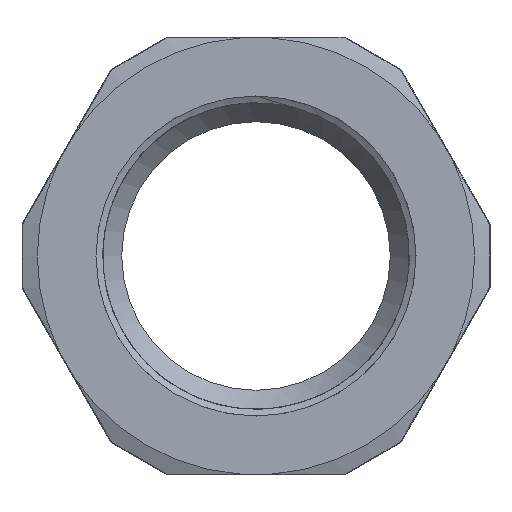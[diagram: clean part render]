
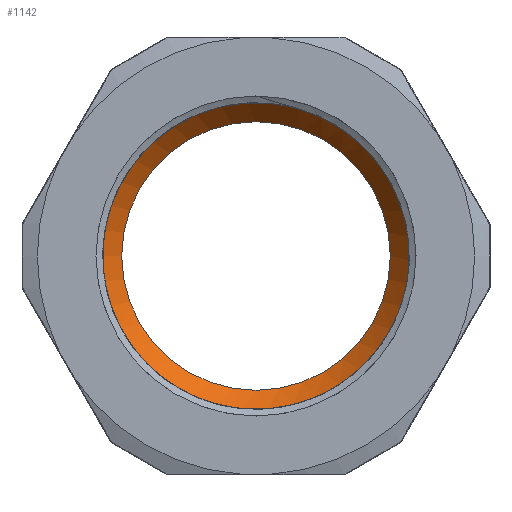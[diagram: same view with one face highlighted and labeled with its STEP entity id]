
A CAD part, left-side view. The second image highlights one B-rep face of the part: STEP entity #1142.
In plain terms, the highlighted conical face has half-angle 37.51 degrees and reference radius 16.44 mm.
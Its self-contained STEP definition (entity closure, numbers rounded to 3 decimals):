
#21=CONICAL_SURFACE('',#1275,16.44,37.51);
#241=FACE_BOUND('',#402,.T.);
#318=FACE_OUTER_BOUND('',#401,.T.);
#401=EDGE_LOOP('',(#1054,#1055));
#402=EDGE_LOOP('',(#1056));
#466=CIRCLE('',#1256,17.53);
#467=CIRCLE('',#1263,17.53);
#472=CIRCLE('',#1274,15.35);
#554=VERTEX_POINT('',#3019);
#556=VERTEX_POINT('',#3358);
#572=VERTEX_POINT('',#6753);
#711=EDGE_CURVE('',#556,#554,#466,.T.);
#732=EDGE_CURVE('',#554,#556,#467,.T.);
#737=EDGE_CURVE('',#572,#572,#472,.T.);
#1054=ORIENTED_EDGE('',*,*,#732,.F.);
#1055=ORIENTED_EDGE('',*,*,#711,.F.);
#1056=ORIENTED_EDGE('',*,*,#737,.T.);
#1142=ADVANCED_FACE('',(#318,#241),#21,.F.);
#1256=AXIS2_PLACEMENT_3D('',#3516,#1524,#1525);
#1263=AXIS2_PLACEMENT_3D('',#6740,#1544,#1545);
#1274=AXIS2_PLACEMENT_3D('',#6754,#1566,#1567);
#1275=AXIS2_PLACEMENT_3D('',#6755,#1568,#1569);
#1524=DIRECTION('center_axis',(1.,0.,0.));
#1525=DIRECTION('ref_axis',(0.,0.,-1.));
#1544=DIRECTION('center_axis',(1.,0.,0.));
#1545=DIRECTION('ref_axis',(0.,0.,-1.));
#1566=DIRECTION('center_axis',(1.,0.,0.));
#1567=DIRECTION('ref_axis',(0.,0.,-1.));
#1568=DIRECTION('center_axis',(-1.,0.,0.));
#1569=DIRECTION('ref_axis',(0.,1.,0.));
#3019=CARTESIAN_POINT('',(-5.,-16.555,-5.765));
#3358=CARTESIAN_POINT('',(-5.,-17.392,2.197));
#3516=CARTESIAN_POINT('Origin',(-5.,0.,0.));
#6740=CARTESIAN_POINT('Origin',(-5.,0.,0.));
#6753=CARTESIAN_POINT('',(-2.16,15.35,0.));
#6754=CARTESIAN_POINT('Origin',(-2.16,0.,0.));
#6755=CARTESIAN_POINT('Origin',(-3.58,0.,0.));
